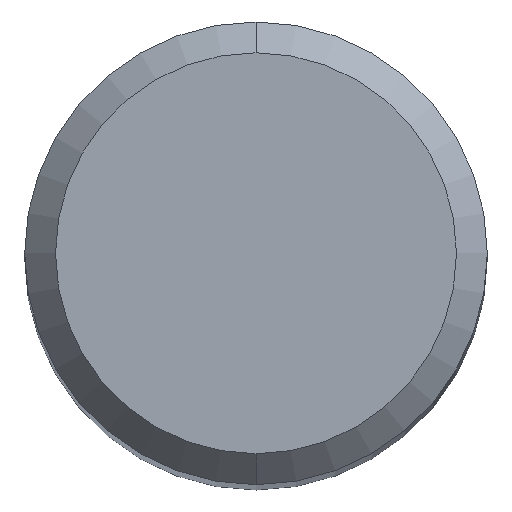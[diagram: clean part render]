
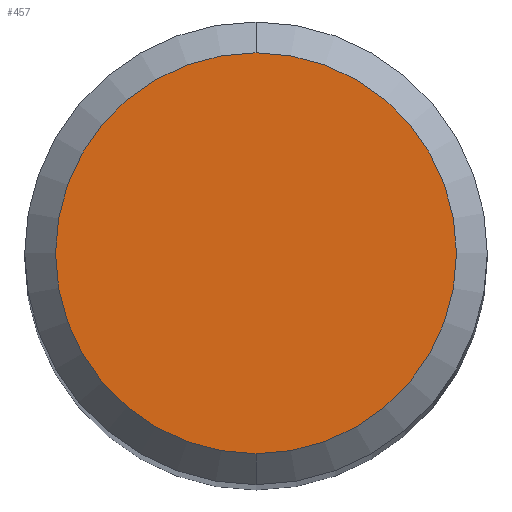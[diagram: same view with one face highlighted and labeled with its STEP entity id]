
A CAD part, top view. The second image highlights one B-rep face of the part: STEP entity #457.
In plain terms, the highlighted planar face has unit normal (0, 0, 1).
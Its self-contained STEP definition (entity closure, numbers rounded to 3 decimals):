
#241=EDGE_CURVE('',#413,#399,#554,.T.);
#399=VERTEX_POINT('',#727);
#413=VERTEX_POINT('',#742);
#435=EDGE_CURVE('',#399,#413,#765,.T.);
#457=ADVANCED_FACE('',(#793),#794,.T.);
#554=CIRCLE('',#938,2.6);
#727=CARTESIAN_POINT('',(0.,-2.6,0.0));
#742=CARTESIAN_POINT('',(0.0,2.6,0.0));
#765=CIRCLE('',#1396,2.6);
#793=FACE_OUTER_BOUND('',#1432,.T.);
#794=PLANE('',#1433);
#938=AXIS2_PLACEMENT_3D('',#1516,#1517,#1518);
#1396=AXIS2_PLACEMENT_3D('',#1733,#1734,#1735);
#1432=EDGE_LOOP('',(#1798,#1799));
#1433=AXIS2_PLACEMENT_3D('',#1800,#1801,#1802);
#1516=CARTESIAN_POINT('',(0.0,0.0,0.0));
#1517=DIRECTION('',(0.0,0.0,-1.0));
#1518=DIRECTION('',(0.0,1.0,0.0));
#1733=CARTESIAN_POINT('',(0.0,0.0,0.0));
#1734=DIRECTION('',(0.0,0.0,-1.0));
#1735=DIRECTION('',(0.0,1.0,0.0));
#1798=ORIENTED_EDGE('',*,*,#241,.F.);
#1799=ORIENTED_EDGE('',*,*,#435,.F.);
#1800=CARTESIAN_POINT('',(0.0,1.3,0.0));
#1801=DIRECTION('',(-0.0,0.0,1.0));
#1802=DIRECTION('',(0.0,-1.0,0.0));
